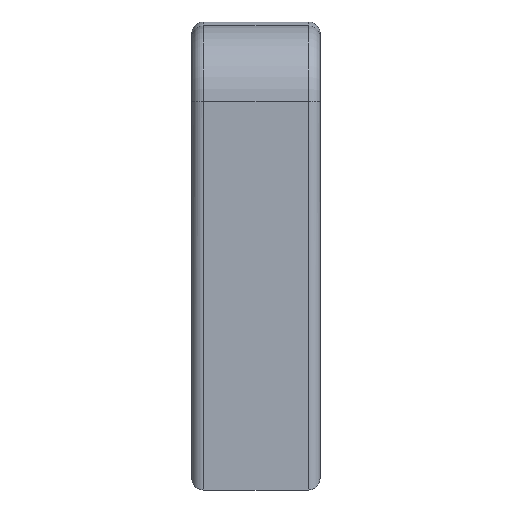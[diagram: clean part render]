
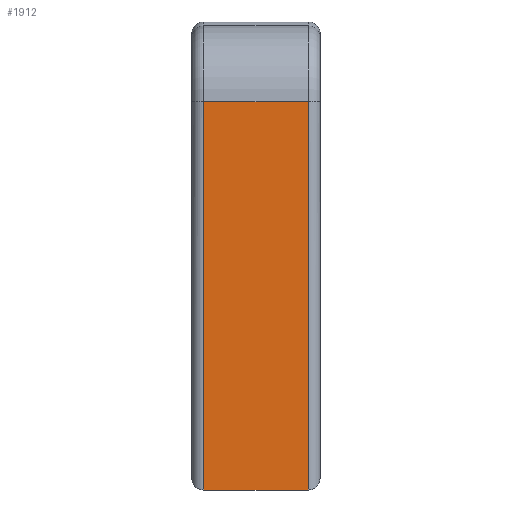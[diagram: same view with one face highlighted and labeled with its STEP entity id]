
A CAD part, left-side view. The second image highlights one B-rep face of the part: STEP entity #1912.
In plain terms, the highlighted planar face has unit normal (-1, 0, 0).
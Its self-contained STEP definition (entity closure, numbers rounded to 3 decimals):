
#46=PLANE('',#2098);
#152=FACE_OUTER_BOUND('',#270,.T.);
#270=EDGE_LOOP('',(#1420,#1421,#1422,#1423));
#413=LINE('',#3276,#569);
#419=LINE('',#3291,#575);
#420=LINE('',#3294,#576);
#421=LINE('',#3295,#577);
#569=VECTOR('',#2503,10.);
#575=VECTOR('',#2519,10.);
#576=VECTOR('',#2522,10.);
#577=VECTOR('',#2523,10.);
#842=VERTEX_POINT('',#3270);
#843=VERTEX_POINT('',#3275);
#847=VERTEX_POINT('',#3289);
#848=VERTEX_POINT('',#3293);
#1055=EDGE_CURVE('',#843,#842,#413,.T.);
#1063=EDGE_CURVE('',#842,#847,#419,.T.);
#1064=EDGE_CURVE('',#847,#848,#420,.T.);
#1065=EDGE_CURVE('',#848,#843,#421,.T.);
#1420=ORIENTED_EDGE('',*,*,#1055,.T.);
#1421=ORIENTED_EDGE('',*,*,#1063,.T.);
#1422=ORIENTED_EDGE('',*,*,#1064,.T.);
#1423=ORIENTED_EDGE('',*,*,#1065,.T.);
#1912=ADVANCED_FACE('',(#152),#46,.F.);
#2098=AXIS2_PLACEMENT_3D('',#3292,#2520,#2521);
#2503=DIRECTION('',(0.,0.,1.));
#2519=DIRECTION('',(0.,1.,0.));
#2520=DIRECTION('center_axis',(1.,0.,0.));
#2521=DIRECTION('ref_axis',(0.,1.,0.));
#2522=DIRECTION('',(0.,0.,-1.));
#2523=DIRECTION('',(0.,-1.,0.));
#3270=CARTESIAN_POINT('',(-54.26,4.,30.327));
#3275=CARTESIAN_POINT('',(-54.26,4.,-3.));
#3276=CARTESIAN_POINT('',(-54.26,4.,10.576));
#3289=CARTESIAN_POINT('',(-54.26,13.,30.327));
#3291=CARTESIAN_POINT('',(-54.26,6.5,30.327));
#3292=CARTESIAN_POINT('Origin',(-54.26,-1.,-0.848));
#3293=CARTESIAN_POINT('',(-54.26,13.,-3.));
#3294=CARTESIAN_POINT('',(-54.26,13.,10.576));
#3295=CARTESIAN_POINT('',(-54.26,3.75,-3.));
